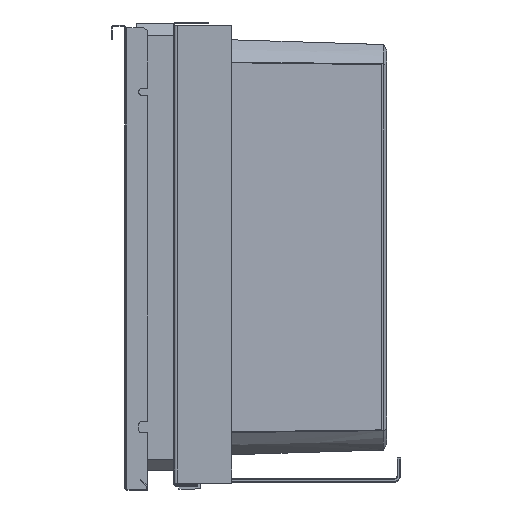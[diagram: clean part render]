
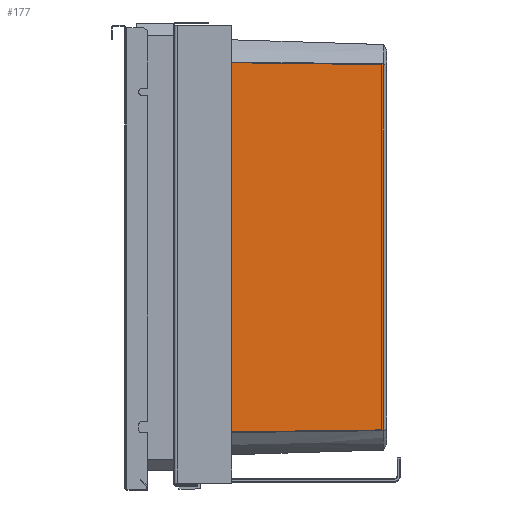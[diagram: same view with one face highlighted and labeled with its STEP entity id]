
A CAD part, left-side view. The second image highlights one B-rep face of the part: STEP entity #177.
In plain terms, the highlighted planar face has unit normal (-1, -0.031, 0).
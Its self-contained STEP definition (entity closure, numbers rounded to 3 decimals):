
#177=ADVANCED_FACE('7140',(#785),#786,.T.);
#785=FACE_OUTER_BOUND('',#2050,.T.);
#786=PLANE('',#2051);
#2050=EDGE_LOOP('',(#3646,#3647,#3648,#3649));
#2051=AXIS2_PLACEMENT_3D('',#3650,#3651,#3652);
#3646=ORIENTED_EDGE('',*,*,#7757,.T.);
#3647=ORIENTED_EDGE('',*,*,#7758,.F.);
#3648=ORIENTED_EDGE('',*,*,#7759,.F.);
#3649=ORIENTED_EDGE('',*,*,#7742,.F.);
#3650=CARTESIAN_POINT('',(-232.213,-75.469,-193.5));
#3651=DIRECTION('',(-1.,-0.031,-0.0));
#3652=DIRECTION('',(0.0,0.0,-1.0));
#7742=EDGE_CURVE('44411',#9173,#9175,#9176,.T.);
#7757=EDGE_CURVE('44458',#9173,#9194,#9196,.T.);
#7758=EDGE_CURVE('7274',#9013,#9194,#9197,.T.);
#7759=EDGE_CURVE('44459',#9175,#9013,#9198,.T.);
#9013=VERTEX_POINT('',#11204);
#9173=VERTEX_POINT('',#11579);
#9175=VERTEX_POINT('',#11591);
#9176=LINE('',#11592,#11593);
#9194=VERTEX_POINT('',#11655);
#9196=B_SPLINE_CURVE_WITH_KNOTS('',3,(#11657,#11658,#11659,#11660,#11661,#11662),.UNSPECIFIED.,.F.,.F.,(4,1,1,4),(0.0,0.333,0.667,1.),.UNSPECIFIED.);
#9197=LINE('',#11663,#11664);
#9198=B_SPLINE_CURVE_WITH_KNOTS('',3,(#11665,#11666,#11667,#11668,#11669,#11670),.UNSPECIFIED.,.F.,.F.,(4,1,1,4),(0.0,0.333,0.667,1.0),.UNSPECIFIED.);
#11204=CARTESIAN_POINT('',(-228.945,-180.329,-35.948));
#11579=CARTESIAN_POINT('',(-234.566,0.0,-353.258));
#11591=CARTESIAN_POINT('',(-234.566,0.0,-33.743));
#11592=CARTESIAN_POINT('',(-234.566,0.0,-353.258));
#11593=VECTOR('',#14926,319.515);
#11655=CARTESIAN_POINT('',(-228.945,-180.328,-351.053));
#11657=CARTESIAN_POINT('',(-234.566,0.0,-353.258));
#11658=CARTESIAN_POINT('',(-233.925,-20.575,-353.005));
#11659=CARTESIAN_POINT('',(-232.653,-61.365,-352.505));
#11660=CARTESIAN_POINT('',(-230.779,-121.496,-351.77));
#11661=CARTESIAN_POINT('',(-229.552,-160.84,-351.289));
#11662=CARTESIAN_POINT('',(-228.945,-180.328,-351.052));
#11663=CARTESIAN_POINT('',(-228.945,-180.329,-35.948));
#11664=VECTOR('',#14940,315.104);
#11665=CARTESIAN_POINT('',(-234.566,0.0,-33.743));
#11666=CARTESIAN_POINT('',(-233.925,-20.575,-33.995));
#11667=CARTESIAN_POINT('',(-232.653,-61.366,-34.495));
#11668=CARTESIAN_POINT('',(-230.779,-121.497,-35.231));
#11669=CARTESIAN_POINT('',(-229.552,-160.84,-35.711));
#11670=CARTESIAN_POINT('',(-228.945,-180.329,-35.948));
#14926=DIRECTION('',(0.0,0.0,1.0));
#14940=DIRECTION('',(0.,0.,-1.0));
